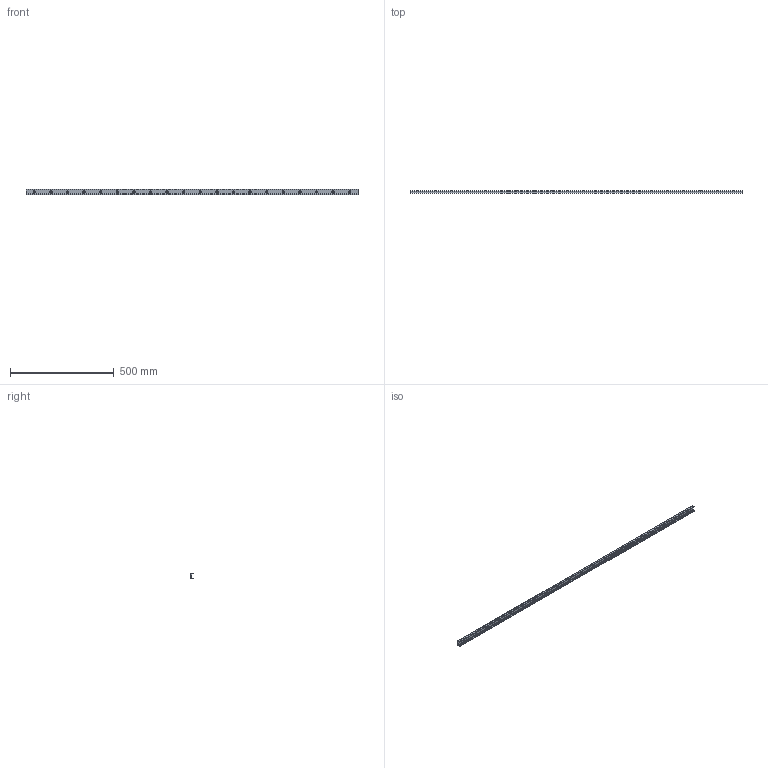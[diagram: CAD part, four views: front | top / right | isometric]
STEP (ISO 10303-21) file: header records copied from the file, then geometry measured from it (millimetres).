
FILE_DESCRIPTION((''),'2;1');
FILE_NAME('LCU 28H-1600.C.stp','2016-05-02T15:26:22',('MRathmann'),(''),'Autodesk Inventor 2012','Autodesk Inventor 2012','');
FILE_SCHEMA(('CONFIG_CONTROL_DESIGN'));
Length unit declared in the file: millimetre
Products named in the file (1): LCU 28H-1600.C
Bounding box: 1600 x 12.3 x 28 mm (x, y, z)
Volume: 241147.9 mm3; surface area: 152723.7 mm2
Topology: 1 solids, 1 shells, 82 faces, 180 edges, 120 vertices
Faces by surface type: cylinder 51, plane 31
Full cylindrical faces by diameter (mm): 6.4 x20, 11 x20
Entity records: 2212 total; most frequent: DIRECTION 408, CARTESIAN_POINT 343, ORIENTED_EDGE 280, AXIS2_PLACEMENT_3D 185, EDGE_LOOP 182, EDGE_CURVE 140, VERTEX_POINT 120, CIRCLE 102
